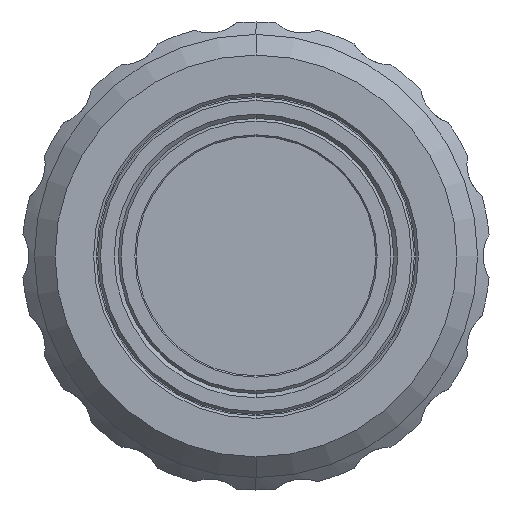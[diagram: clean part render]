
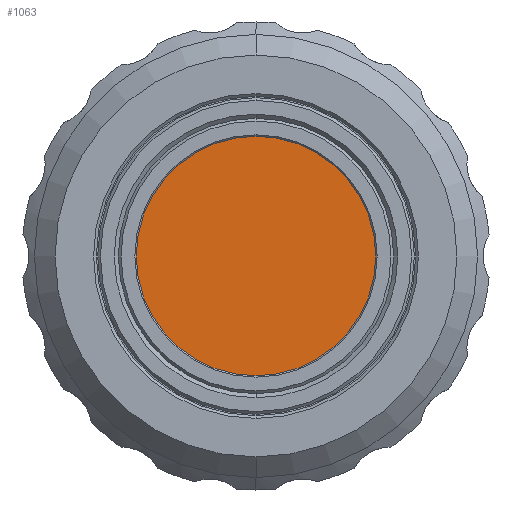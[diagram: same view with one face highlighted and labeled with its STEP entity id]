
A CAD part, front view. The second image highlights one B-rep face of the part: STEP entity #1063.
In plain terms, the highlighted planar face has unit normal (0, -1, 0).
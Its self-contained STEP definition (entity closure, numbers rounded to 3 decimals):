
#112 = FACE_OUTER_BOUND ( 'NONE', #4172, .T. ) ;
#232 = DIRECTION ( 'NONE',  ( 0., -1., 0. ) ) ;
#419 = DIRECTION ( 'NONE',  ( 0., 0., -1. ) ) ;
#488 = CIRCLE ( 'NONE', #946, 8.7 ) ;
#613 = DIRECTION ( 'NONE',  ( 0., -1., 0. ) ) ;
#946 = AXIS2_PLACEMENT_3D ( 'NONE', #2562, #232, #2272 ) ;
#1063 = ADVANCED_FACE ( 'NONE', ( #112 ), #1270, .T. ) ;
#1071 = AXIS2_PLACEMENT_3D ( 'NONE', #3101, #2447, #419 ) ;
#1270 = PLANE ( 'NONE',  #2781 ) ;
#1312 = EDGE_CURVE ( 'NONE', #2116, #4050, #3191, .T. ) ;
#1602 = DIRECTION ( 'NONE',  ( 0., 0., -1. ) ) ;
#2116 = VERTEX_POINT ( 'NONE', #4008 ) ;
#2272 = DIRECTION ( 'NONE',  ( 0., 0., -1. ) ) ;
#2447 = DIRECTION ( 'NONE',  ( 0., -1., 0. ) ) ;
#2562 = CARTESIAN_POINT ( 'NONE',  ( 0., -86.7, 0. ) ) ;
#2565 = ORIENTED_EDGE ( 'NONE', *, *, #1312, .T. ) ;
#2583 = CARTESIAN_POINT ( 'NONE',  ( 0., -86.7, -8.7 ) ) ;
#2609 = CARTESIAN_POINT ( 'NONE',  ( 0., -86.7, 0. ) ) ;
#2737 = ORIENTED_EDGE ( 'NONE', *, *, #4182, .T. ) ;
#2781 = AXIS2_PLACEMENT_3D ( 'NONE', #2609, #613, #1602 ) ;
#3101 = CARTESIAN_POINT ( 'NONE',  ( 0., -86.7, 0. ) ) ;
#3191 = CIRCLE ( 'NONE', #1071, 8.7 ) ;
#4008 = CARTESIAN_POINT ( 'NONE',  ( 0., -86.7, 8.7 ) ) ;
#4050 = VERTEX_POINT ( 'NONE', #2583 ) ;
#4172 = EDGE_LOOP ( 'NONE', ( #2737, #2565 ) ) ;
#4182 = EDGE_CURVE ( 'NONE', #4050, #2116, #488, .T. ) ;
